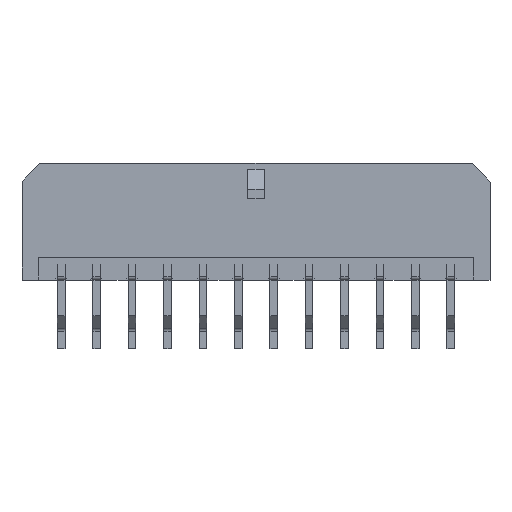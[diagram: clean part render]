
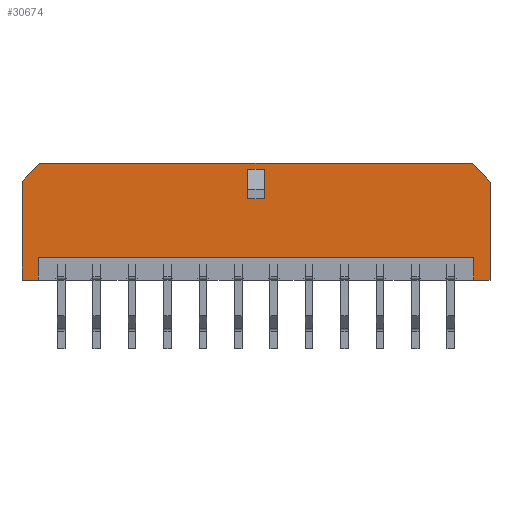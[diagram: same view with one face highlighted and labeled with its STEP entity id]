
A CAD part, top view. The second image highlights one B-rep face of the part: STEP entity #30674.
In plain terms, the highlighted planar face has unit normal (0, 0, 1).
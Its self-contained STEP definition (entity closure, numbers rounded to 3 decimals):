
#10787=DIRECTION('',(0.,-1.,0.));
#10788=VECTOR('',#10787,2.5);
#10789=CARTESIAN_POINT('',(-0.7,9.4,3.425));
#10790=LINE('',#10789,#10788);
#10791=DIRECTION('',(1.,0.,0.));
#10792=VECTOR('',#10791,1.4);
#10793=CARTESIAN_POINT('',(-0.7,6.9,3.425));
#10794=LINE('',#10793,#10792);
#10795=DIRECTION('',(0.,-1.,0.));
#10796=VECTOR('',#10795,2.5);
#10797=CARTESIAN_POINT('',(0.7,9.4,3.425));
#10798=LINE('',#10797,#10796);
#10799=DIRECTION('',(1.,0.,0.));
#10800=VECTOR('',#10799,1.4);
#10801=CARTESIAN_POINT('',(-0.7,9.4,3.425));
#10802=LINE('',#10801,#10800);
#10803=DIRECTION('',(1.,0.,0.));
#10804=VECTOR('',#10803,36.86);
#10805=CARTESIAN_POINT('',(-18.43,1.93,3.425));
#10806=LINE('',#10805,#10804);
#10807=DIRECTION('',(0.,1.,0.));
#10808=VECTOR('',#10807,1.93);
#10809=CARTESIAN_POINT('',(-18.43,0.,3.425));
#10810=LINE('',#10809,#10808);
#10811=DIRECTION('',(1.,0.,0.));
#10812=VECTOR('',#10811,1.395);
#10813=CARTESIAN_POINT('',(-19.825,0.,3.425));
#10814=LINE('',#10813,#10812);
#10815=DIRECTION('',(0.,-1.,0.));
#10816=VECTOR('',#10815,8.3);
#10817=CARTESIAN_POINT('',(-19.825,8.3,3.425));
#10818=LINE('',#10817,#10816);
#10819=DIRECTION('',(0.684,0.73,0.));
#10820=VECTOR('',#10819,2.193);
#10821=CARTESIAN_POINT('',(-19.825,8.3,3.425));
#10822=LINE('',#10821,#10820);
#10823=DIRECTION('',(-1.,0.,0.));
#10824=VECTOR('',#10823,36.65);
#10825=CARTESIAN_POINT('',(18.325,9.9,3.425));
#10826=LINE('',#10825,#10824);
#10827=DIRECTION('',(0.684,-0.73,0.));
#10828=VECTOR('',#10827,2.193);
#10829=CARTESIAN_POINT('',(18.325,9.9,3.425));
#10830=LINE('',#10829,#10828);
#10831=DIRECTION('',(0.,1.,0.));
#10832=VECTOR('',#10831,8.3);
#10833=CARTESIAN_POINT('',(19.825,0.,3.425));
#10834=LINE('',#10833,#10832);
#10835=DIRECTION('',(1.,0.,0.));
#10836=VECTOR('',#10835,1.395);
#10837=CARTESIAN_POINT('',(18.43,0.,3.425));
#10838=LINE('',#10837,#10836);
#10839=DIRECTION('',(0.,1.,0.));
#10840=VECTOR('',#10839,1.93);
#10841=CARTESIAN_POINT('',(18.43,0.,3.425));
#10842=LINE('',#10841,#10840);
#11485=CARTESIAN_POINT('',(-0.7,9.4,3.425));
#11486=CARTESIAN_POINT('',(-0.7,6.9,3.425));
#11487=VERTEX_POINT('',#11485);
#11488=VERTEX_POINT('',#11486);
#11489=CARTESIAN_POINT('',(0.7,9.4,3.425));
#11490=CARTESIAN_POINT('',(0.7,6.9,3.425));
#11491=VERTEX_POINT('',#11489);
#11492=VERTEX_POINT('',#11490);
#11493=CARTESIAN_POINT('',(18.325,9.9,3.425));
#11494=CARTESIAN_POINT('',(19.825,8.3,3.425));
#11495=VERTEX_POINT('',#11493);
#11496=VERTEX_POINT('',#11494);
#11497=CARTESIAN_POINT('',(-19.825,8.3,3.425));
#11498=CARTESIAN_POINT('',(-18.325,9.9,3.425));
#11499=VERTEX_POINT('',#11497);
#11500=VERTEX_POINT('',#11498);
#11505=CARTESIAN_POINT('',(-19.825,0.,3.425));
#11506=VERTEX_POINT('',#11505);
#11507=CARTESIAN_POINT('',(19.825,0.,3.425));
#11508=VERTEX_POINT('',#11507);
#11589=CARTESIAN_POINT('',(-18.43,1.93,3.425));
#11590=CARTESIAN_POINT('',(18.43,1.93,3.425));
#11591=VERTEX_POINT('',#11589);
#11592=VERTEX_POINT('',#11590);
#12195=CARTESIAN_POINT('',(-18.43,0.,3.425));
#12196=VERTEX_POINT('',#12195);
#12197=CARTESIAN_POINT('',(18.43,0.,3.425));
#12198=VERTEX_POINT('',#12197);
#30644=CARTESIAN_POINT('',(0.,0.,3.425));
#30645=DIRECTION('',(0.,0.,1.));
#30646=DIRECTION('',(1.,0.,0.));
#30647=AXIS2_PLACEMENT_3D('',#30644,#30645,#30646);
#30648=PLANE('',#30647);
#30650=ORIENTED_EDGE('',*,*,#30649,.F.);
#30652=ORIENTED_EDGE('',*,*,#30651,.F.);
#30653=ORIENTED_EDGE('',*,*,#18538,.F.);
#30654=ORIENTED_EDGE('',*,*,#19005,.F.);
#30655=ORIENTED_EDGE('',*,*,#19065,.T.);
#30656=ORIENTED_EDGE('',*,*,#19123,.F.);
#30657=ORIENTED_EDGE('',*,*,#19425,.T.);
#30658=ORIENTED_EDGE('',*,*,#19463,.F.);
#30659=ORIENTED_EDGE('',*,*,#18568,.F.);
#30661=ORIENTED_EDGE('',*,*,#30660,.T.);
#30662=EDGE_LOOP('',(#30650,#30652,#30653,#30654,#30655,#30656,#30657,#30658,
#30659,#30661));
#30663=FACE_OUTER_BOUND('',#30662,.F.);
#30665=ORIENTED_EDGE('',*,*,#30664,.T.);
#30667=ORIENTED_EDGE('',*,*,#30666,.T.);
#30669=ORIENTED_EDGE('',*,*,#30668,.F.);
#30671=ORIENTED_EDGE('',*,*,#30670,.F.);
#30672=EDGE_LOOP('',(#30665,#30667,#30669,#30671));
#30673=FACE_BOUND('',#30672,.F.);
#18538=EDGE_CURVE('',#11506,#12196,#10814,.T.);
#18568=EDGE_CURVE('',#12198,#11508,#10838,.T.);
#19005=EDGE_CURVE('',#11499,#11506,#10818,.T.);
#19065=EDGE_CURVE('',#11499,#11500,#10822,.T.);
#19123=EDGE_CURVE('',#11495,#11500,#10826,.T.);
#19425=EDGE_CURVE('',#11495,#11496,#10830,.T.);
#19463=EDGE_CURVE('',#11508,#11496,#10834,.T.);
#30649=EDGE_CURVE('',#11591,#11592,#10806,.T.);
#30651=EDGE_CURVE('',#12196,#11591,#10810,.T.);
#30660=EDGE_CURVE('',#12198,#11592,#10842,.T.);
#30664=EDGE_CURVE('',#11487,#11488,#10790,.T.);
#30666=EDGE_CURVE('',#11488,#11492,#10794,.T.);
#30668=EDGE_CURVE('',#11491,#11492,#10798,.T.);
#30670=EDGE_CURVE('',#11487,#11491,#10802,.T.);
#30674=ADVANCED_FACE('',(#30663,#30673),#30648,.T.);
